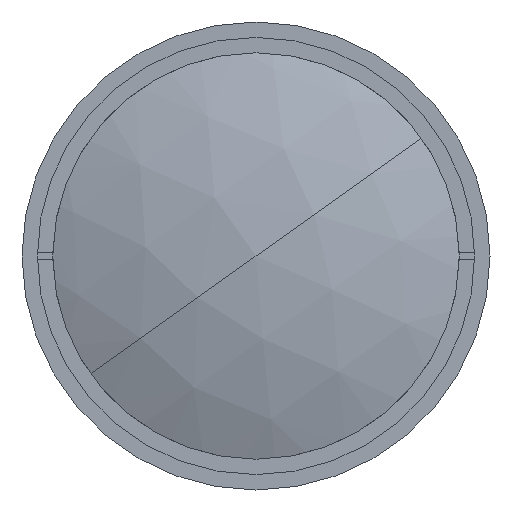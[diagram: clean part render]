
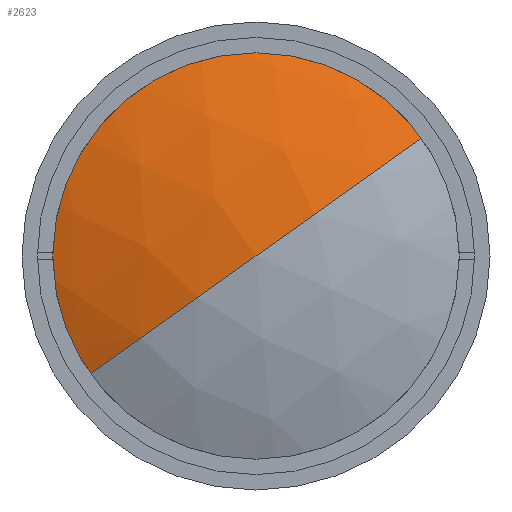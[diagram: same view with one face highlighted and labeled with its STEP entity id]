
A CAD part, left-side view. The second image highlights one B-rep face of the part: STEP entity #2623.
In plain terms, the highlighted spherical face has radius 88.646 mm.
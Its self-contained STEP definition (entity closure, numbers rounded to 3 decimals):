
#15 = CIRCLE ( 'NONE', #1357, 88.646 ) ;
#189 = FACE_OUTER_BOUND ( 'NONE', #1371, .T. ) ;
#205 = ORIENTED_EDGE ( 'NONE', *, *, #678, .F. ) ;
#217 = DIRECTION ( 'NONE',  ( 0., 0.58, 0.814 ) ) ;
#478 = CARTESIAN_POINT ( 'NONE',  ( 3.088, 0., 0. ) ) ;
#493 = VERTEX_POINT ( 'NONE', #1695 ) ;
#500 = VERTEX_POINT ( 'NONE', #478 ) ;
#556 = AXIS2_PLACEMENT_3D ( 'NONE', #583, #3586, #3867 ) ;
#583 = CARTESIAN_POINT ( 'NONE',  ( 9.867, 0., 0. ) ) ;
#597 = CIRCLE ( 'NONE', #556, 34. ) ;
#678 = EDGE_CURVE ( 'NONE', #1525, #500, #1769, .T. ) ;
#794 = AXIS2_PLACEMENT_3D ( 'NONE', #3902, #3841, #3563 ) ;
#1357 = AXIS2_PLACEMENT_3D ( 'NONE', #3132, #2530, #2836 ) ;
#1371 = EDGE_LOOP ( 'NONE', ( #2174, #3056, #205 ) ) ;
#1525 = VERTEX_POINT ( 'NONE', #3373 ) ;
#1695 = CARTESIAN_POINT ( 'NONE',  ( 9.867, 27.691, -19.728 ) ) ;
#1769 = CIRCLE ( 'NONE', #794, 88.646 ) ;
#2174 = ORIENTED_EDGE ( 'NONE', *, *, #3280, .T. ) ;
#2348 = CARTESIAN_POINT ( 'NONE',  ( 91.734, 0., 0. ) ) ;
#2530 = DIRECTION ( 'NONE',  ( 0., 0.58, 0.814 ) ) ;
#2623 = ADVANCED_FACE ( 'NONE', ( #189 ), #2628, .T. ) ;
#2628 = SPHERICAL_SURFACE ( 'NONE', #3577, 88.646 ) ;
#2836 = DIRECTION ( 'NONE',  ( 0., -0.814, 0.58 ) ) ;
#2934 = EDGE_CURVE ( 'NONE', #493, #500, #15, .T. ) ;
#2950 = DIRECTION ( 'NONE',  ( 0., -0.814, 0.58 ) ) ;
#3056 = ORIENTED_EDGE ( 'NONE', *, *, #2934, .T. ) ;
#3132 = CARTESIAN_POINT ( 'NONE',  ( 91.734, 0., 0. ) ) ;
#3280 = EDGE_CURVE ( 'NONE', #1525, #493, #597, .T. ) ;
#3373 = CARTESIAN_POINT ( 'NONE',  ( 9.867, -27.691, 19.728 ) ) ;
#3563 = DIRECTION ( 'NONE',  ( 0., 0.814, -0.58 ) ) ;
#3577 = AXIS2_PLACEMENT_3D ( 'NONE', #2348, #217, #2950 ) ;
#3586 = DIRECTION ( 'NONE',  ( -1., 0., 0. ) ) ;
#3841 = DIRECTION ( 'NONE',  ( 0., -0.58, -0.814 ) ) ;
#3867 = DIRECTION ( 'NONE',  ( 0., 0.58, 0.814 ) ) ;
#3902 = CARTESIAN_POINT ( 'NONE',  ( 91.734, 0., 0. ) ) ;
